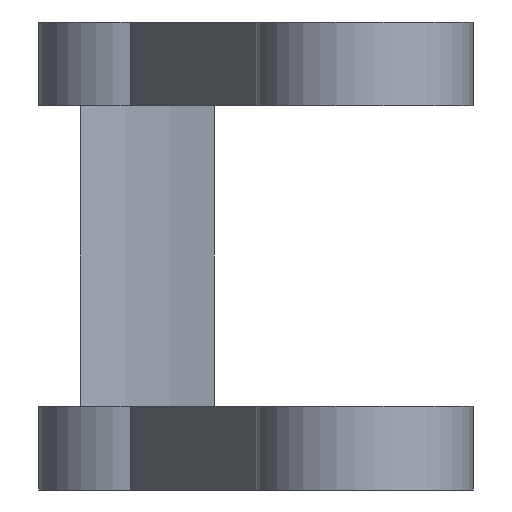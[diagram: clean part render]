
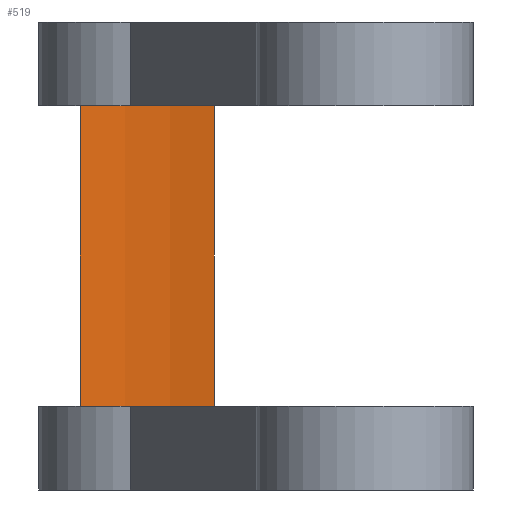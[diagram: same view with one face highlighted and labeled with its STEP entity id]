
A CAD part, front view. The second image highlights one B-rep face of the part: STEP entity #519.
In plain terms, the highlighted cylindrical face has radius 10.5 mm (diameter 21 mm), a partial arc.
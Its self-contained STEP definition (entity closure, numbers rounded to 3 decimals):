
#191 = VERTEX_POINT('',#192);
#192 = CARTESIAN_POINT('',(-8.,25.308,2.5));
#200 = EDGE_CURVE('',#191,#201,#203,.T.);
#201 = VERTEX_POINT('',#202);
#202 = CARTESIAN_POINT('',(-12.,25.308,2.5));
#203 = CIRCLE('',#204,10.5);
#204 = AXIS2_PLACEMENT_3D('',#205,#206,#207);
#205 = CARTESIAN_POINT('',(-10.,15.,2.5));
#206 = DIRECTION('',(0.,0.,1.));
#207 = DIRECTION('',(1.,0.,0.));
#263 = EDGE_CURVE('',#201,#264,#266,.T.);
#264 = VERTEX_POINT('',#265);
#265 = CARTESIAN_POINT('',(-12.,25.308,11.5));
#266 = LINE('',#267,#268);
#267 = CARTESIAN_POINT('',(-12.,25.308,11.5));
#268 = VECTOR('',#269,1.);
#269 = DIRECTION('',(0.,0.,1.));
#408 = VERTEX_POINT('',#409);
#409 = CARTESIAN_POINT('',(-8.,25.308,11.5));
#415 = EDGE_CURVE('',#191,#408,#416,.T.);
#416 = LINE('',#417,#418);
#417 = CARTESIAN_POINT('',(-8.,25.308,11.5));
#418 = VECTOR('',#419,1.);
#419 = DIRECTION('',(0.,0.,1.));
#519 = ADVANCED_FACE('',(#520),#532,.F.);
#520 = FACE_BOUND('',#521,.F.);
#521 = EDGE_LOOP('',(#522,#529,#530,#531));
#522 = ORIENTED_EDGE('',*,*,#523,.F.);
#523 = EDGE_CURVE('',#408,#264,#524,.T.);
#524 = CIRCLE('',#525,10.5);
#525 = AXIS2_PLACEMENT_3D('',#526,#527,#528);
#526 = CARTESIAN_POINT('',(-10.,15.,11.5));
#527 = DIRECTION('',(0.,0.,1.));
#528 = DIRECTION('',(1.,0.,0.));
#529 = ORIENTED_EDGE('',*,*,#415,.F.);
#530 = ORIENTED_EDGE('',*,*,#200,.T.);
#531 = ORIENTED_EDGE('',*,*,#263,.T.);
#532 = CYLINDRICAL_SURFACE('',#533,10.5);
#533 = AXIS2_PLACEMENT_3D('',#534,#535,#536);
#534 = CARTESIAN_POINT('',(-10.,15.,11.5));
#535 = DIRECTION('',(0.,0.,1.));
#536 = DIRECTION('',(1.,0.,0.));
